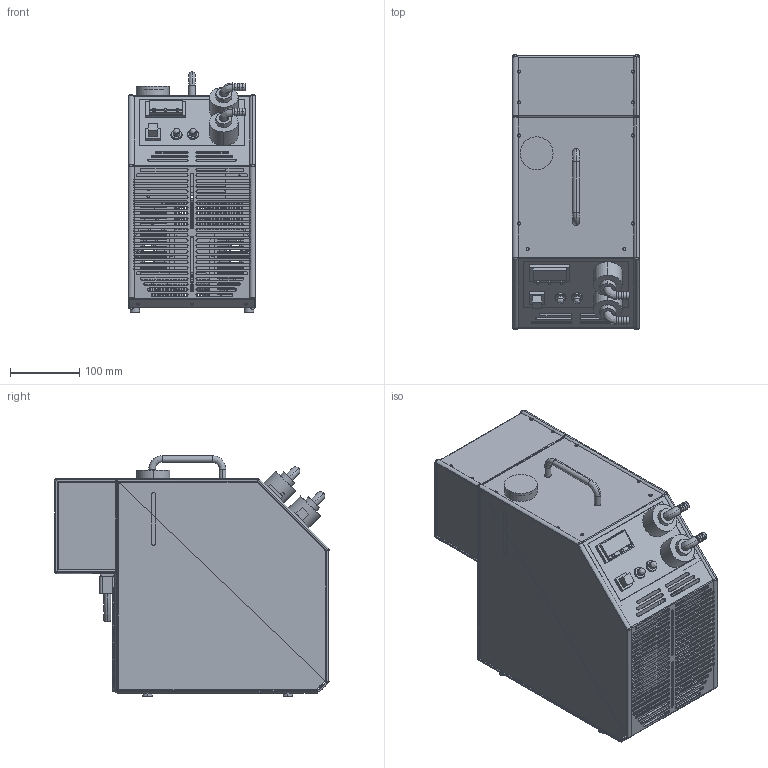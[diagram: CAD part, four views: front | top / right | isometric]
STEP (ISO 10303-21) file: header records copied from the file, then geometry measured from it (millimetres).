
FILE_DESCRIPTION (( 'STEP AP203' ), '1' );
FILE_NAME ('TLC-702.STEP', '2016-06-27T15:34:19', ( '' ), ( '' ), 'SwSTEP 2.0', 'SolidWorks 2016', '' );
FILE_SCHEMA (( 'CONFIG_CONTROL_DESIGN' ));
Length unit declared in the file: inch
Products named in the file (1): TLC-702
Bounding box: 183.43 x 397.69 x 347.6 mm (x, y, z)
Surface area: 2834162 mm2 (no closed solid volume)
Topology: 0 solids, 69 shells, 3183 faces, 8928 edges, 5987 vertices
Faces by surface type: plane 2145, cylinder 882, bspline 140, cone 16
Entity records: 116912 total; most frequent: CARTESIAN_POINT 34465, ORIENTED_EDGE 17554, DIRECTION 16121, EDGE_CURVE 8903, VERTEX_POINT 5984, LINE 5951, VECTOR 5951, AXIS2_PLACEMENT_3D 5085
